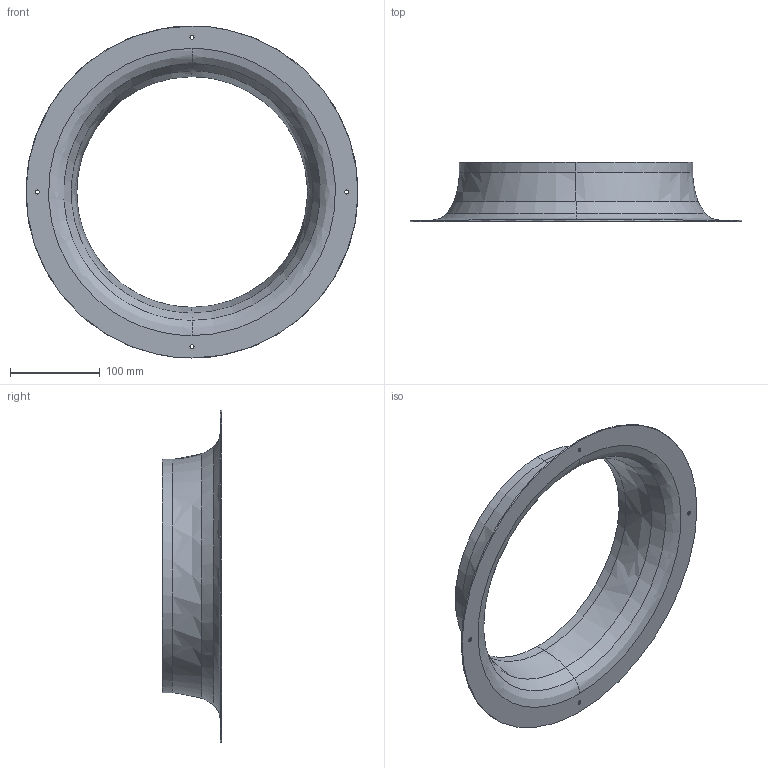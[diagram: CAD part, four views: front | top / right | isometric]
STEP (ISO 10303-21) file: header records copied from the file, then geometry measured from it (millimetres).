
FILE_DESCRIPTION (( 'STEP AP203' ), '1' );
FILE_NAME ('DR400A.stp', '2022-09-06T20:29:34', ( '' ), ( '' ), 'SwSTEP 2.0', 'SolidWorks 2018', '' );
FILE_SCHEMA (( 'CONFIG_CONTROL_DESIGN' ));
Length unit declared in the file: millimetre
Products named in the file (1): DR400A
Bounding box: 369.9 x 66 x 370 mm (x, y, z)
Volume: 143029.6 mm3; surface area: 193996.2 mm2
Topology: 1 solids, 1 shells, 29 faces, 66 edges, 40 vertices
Faces by surface type: bspline 29
Entity records: 1435 total; most frequent: CARTESIAN_POINT 965, ORIENTED_EDGE 132, EDGE_CURVE 66, EDGE_LOOP 40, VERTEX_POINT 40, B_SPLINE_CURVE_WITH_KNOTS 36, FACE_OUTER_BOUND 29, ADVANCED_FACE 29
